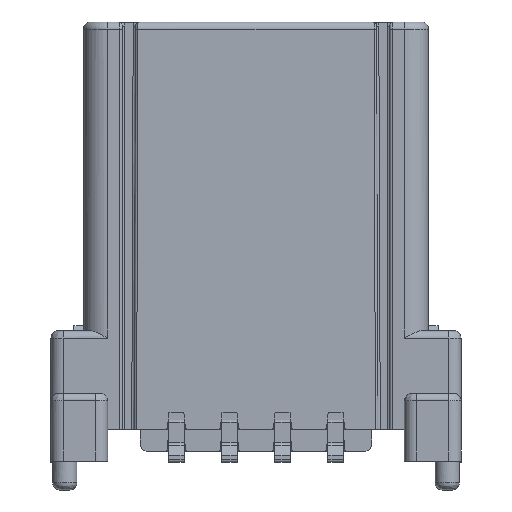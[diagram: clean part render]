
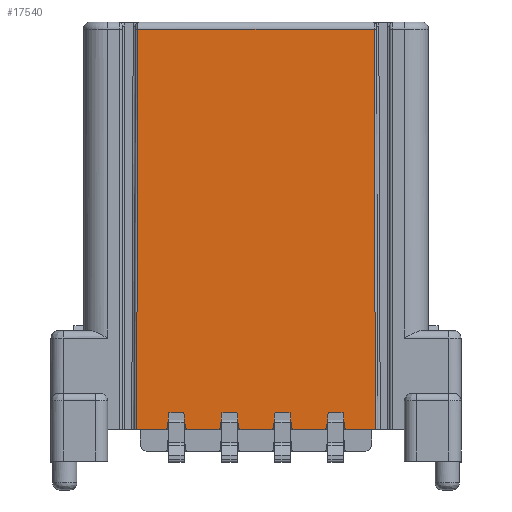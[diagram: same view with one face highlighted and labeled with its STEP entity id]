
A CAD part, front view. The second image highlights one B-rep face of the part: STEP entity #17540.
In plain terms, the highlighted planar face has unit normal (0, -1, 0).
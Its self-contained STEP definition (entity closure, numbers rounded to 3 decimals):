
#2044=DIRECTION('',(1.,0.,0.));
#2045=VECTOR('',#2044,9.784);
#2046=CARTESIAN_POINT('',(-4.892,-4.3,15.1));
#2047=LINE('',#2046,#2045);
#4244=CARTESIAN_POINT('',(4.95,-4.3,-1.5));
#4254=DIRECTION('',(-0.003,0.,1.));
#4255=VECTOR('',#4254,16.6);
#4256=CARTESIAN_POINT('',(4.95,-4.3,-1.5));
#4257=LINE('',#4256,#4255);
#4258=DIRECTION('',(1.,0.,0.));
#4259=VECTOR('',#4258,1.165);
#4260=CARTESIAN_POINT('',(3.785,-4.3,-1.5));
#4261=LINE('',#4260,#4259);
#4262=DIRECTION('',(0.744,0.,-0.668));
#4263=VECTOR('',#4262,0.149);
#4264=CARTESIAN_POINT('',(3.674,-4.3,-1.401));
#4265=LINE('',#4264,#4263);
#4266=DIRECTION('',(0.107,0.,-0.994));
#4267=VECTOR('',#4266,0.604);
#4268=CARTESIAN_POINT('',(3.61,-4.3,-0.8));
#4269=LINE('',#4268,#4267);
#4270=DIRECTION('',(1.,0.,0.));
#4271=VECTOR('',#4270,0.62);
#4272=CARTESIAN_POINT('',(2.99,-4.3,-0.8));
#4273=LINE('',#4272,#4271);
#4274=DIRECTION('',(0.107,0.,0.994));
#4275=VECTOR('',#4274,0.604);
#4276=CARTESIAN_POINT('',(2.926,-4.3,-1.401));
#4277=LINE('',#4276,#4275);
#4278=DIRECTION('',(0.744,0.,0.668));
#4279=VECTOR('',#4278,0.149);
#4280=CARTESIAN_POINT('',(2.815,-4.3,-1.5));
#4281=LINE('',#4280,#4279);
#4282=DIRECTION('',(1.,0.,0.));
#4283=VECTOR('',#4282,1.23);
#4284=CARTESIAN_POINT('',(1.585,-4.3,-1.5));
#4285=LINE('',#4284,#4283);
#4286=DIRECTION('',(0.744,0.,-0.668));
#4287=VECTOR('',#4286,0.149);
#4288=CARTESIAN_POINT('',(1.474,-4.3,-1.401));
#4289=LINE('',#4288,#4287);
#4290=DIRECTION('',(0.107,0.,-0.994));
#4291=VECTOR('',#4290,0.604);
#4292=CARTESIAN_POINT('',(1.41,-4.3,-0.8));
#4293=LINE('',#4292,#4291);
#4294=DIRECTION('',(1.,0.,0.));
#4295=VECTOR('',#4294,0.62);
#4296=CARTESIAN_POINT('',(0.79,-4.3,-0.8));
#4297=LINE('',#4296,#4295);
#4298=DIRECTION('',(0.107,0.,0.994));
#4299=VECTOR('',#4298,0.604);
#4300=CARTESIAN_POINT('',(0.726,-4.3,-1.401));
#4301=LINE('',#4300,#4299);
#4302=DIRECTION('',(0.744,0.,0.668));
#4303=VECTOR('',#4302,0.149);
#4304=CARTESIAN_POINT('',(0.615,-4.3,-1.5));
#4305=LINE('',#4304,#4303);
#4306=DIRECTION('',(1.,0.,0.));
#4307=VECTOR('',#4306,1.23);
#4308=CARTESIAN_POINT('',(-0.615,-4.3,-1.5));
#4309=LINE('',#4308,#4307);
#4310=DIRECTION('',(0.744,0.,-0.668));
#4311=VECTOR('',#4310,0.149);
#4312=CARTESIAN_POINT('',(-0.726,-4.3,-1.401));
#4313=LINE('',#4312,#4311);
#4314=DIRECTION('',(0.107,0.,-0.994));
#4315=VECTOR('',#4314,0.604);
#4316=CARTESIAN_POINT('',(-0.79,-4.3,-0.8));
#4317=LINE('',#4316,#4315);
#4318=DIRECTION('',(1.,0.,0.));
#4319=VECTOR('',#4318,0.62);
#4320=CARTESIAN_POINT('',(-1.41,-4.3,-0.8));
#4321=LINE('',#4320,#4319);
#4322=DIRECTION('',(0.107,0.,0.994));
#4323=VECTOR('',#4322,0.604);
#4324=CARTESIAN_POINT('',(-1.474,-4.3,-1.401));
#4325=LINE('',#4324,#4323);
#4326=DIRECTION('',(0.744,0.,0.668));
#4327=VECTOR('',#4326,0.149);
#4328=CARTESIAN_POINT('',(-1.585,-4.3,-1.5));
#4329=LINE('',#4328,#4327);
#4330=DIRECTION('',(1.,0.,0.));
#4331=VECTOR('',#4330,1.23);
#4332=CARTESIAN_POINT('',(-2.815,-4.3,-1.5));
#4333=LINE('',#4332,#4331);
#4334=DIRECTION('',(0.744,0.,-0.668));
#4335=VECTOR('',#4334,0.149);
#4336=CARTESIAN_POINT('',(-2.926,-4.3,-1.401));
#4337=LINE('',#4336,#4335);
#4338=DIRECTION('',(0.107,0.,-0.994));
#4339=VECTOR('',#4338,0.604);
#4340=CARTESIAN_POINT('',(-2.99,-4.3,-0.8));
#4341=LINE('',#4340,#4339);
#4342=DIRECTION('',(1.,0.,0.));
#4343=VECTOR('',#4342,0.62);
#4344=CARTESIAN_POINT('',(-3.61,-4.3,-0.8));
#4345=LINE('',#4344,#4343);
#4346=DIRECTION('',(0.107,0.,0.994));
#4347=VECTOR('',#4346,0.604);
#4348=CARTESIAN_POINT('',(-3.674,-4.3,-1.401));
#4349=LINE('',#4348,#4347);
#4350=DIRECTION('',(0.744,0.,0.668));
#4351=VECTOR('',#4350,0.149);
#4352=CARTESIAN_POINT('',(-3.785,-4.3,-1.5));
#4353=LINE('',#4352,#4351);
#4354=DIRECTION('',(1.,0.,0.));
#4355=VECTOR('',#4354,1.165);
#4356=CARTESIAN_POINT('',(-4.95,-4.3,-1.5));
#4357=LINE('',#4356,#4355);
#4358=DIRECTION('',(-0.003,0.,-1.));
#4359=VECTOR('',#4358,16.6);
#4360=CARTESIAN_POINT('',(-4.892,-4.3,15.1));
#4361=LINE('',#4360,#4359);
#9442=VERTEX_POINT('',#4244);
#9443=CARTESIAN_POINT('',(3.785,-4.3,-1.5));
#9444=VERTEX_POINT('',#9443);
#9447=CARTESIAN_POINT('',(2.815,-4.3,-1.5));
#9449=VERTEX_POINT('',#9447);
#9451=CARTESIAN_POINT('',(1.585,-4.3,-1.5));
#9452=VERTEX_POINT('',#9451);
#9455=CARTESIAN_POINT('',(0.615,-4.3,-1.5));
#9457=VERTEX_POINT('',#9455);
#9459=CARTESIAN_POINT('',(-0.615,-4.3,-1.5));
#9460=VERTEX_POINT('',#9459);
#9463=CARTESIAN_POINT('',(-1.585,-4.3,-1.5));
#9465=VERTEX_POINT('',#9463);
#9467=CARTESIAN_POINT('',(-2.815,-4.3,-1.5));
#9468=VERTEX_POINT('',#9467);
#9471=CARTESIAN_POINT('',(-3.785,-4.3,-1.5));
#9473=VERTEX_POINT('',#9471);
#9475=CARTESIAN_POINT('',(-4.95,-4.3,-1.5));
#9476=VERTEX_POINT('',#9475);
#9769=CARTESIAN_POINT('',(-4.892,-4.3,15.1));
#9770=CARTESIAN_POINT('',(4.892,-4.3,15.1));
#9771=VERTEX_POINT('',#9769);
#9772=VERTEX_POINT('',#9770);
#9773=CARTESIAN_POINT('',(-3.674,-4.3,-1.401));
#9774=VERTEX_POINT('',#9773);
#9775=CARTESIAN_POINT('',(-3.61,-4.3,-0.8));
#9776=VERTEX_POINT('',#9775);
#9777=CARTESIAN_POINT('',(-2.99,-4.3,-0.8));
#9778=VERTEX_POINT('',#9777);
#9779=CARTESIAN_POINT('',(-2.926,-4.3,-1.401));
#9780=VERTEX_POINT('',#9779);
#9781=CARTESIAN_POINT('',(-1.474,-4.3,-1.401));
#9782=VERTEX_POINT('',#9781);
#9783=CARTESIAN_POINT('',(-1.41,-4.3,-0.8));
#9784=VERTEX_POINT('',#9783);
#9785=CARTESIAN_POINT('',(-0.79,-4.3,-0.8));
#9786=VERTEX_POINT('',#9785);
#9787=CARTESIAN_POINT('',(-0.726,-4.3,-1.401));
#9788=VERTEX_POINT('',#9787);
#9789=CARTESIAN_POINT('',(0.726,-4.3,-1.401));
#9790=VERTEX_POINT('',#9789);
#9791=CARTESIAN_POINT('',(0.79,-4.3,-0.8));
#9792=VERTEX_POINT('',#9791);
#9793=CARTESIAN_POINT('',(1.41,-4.3,-0.8));
#9794=VERTEX_POINT('',#9793);
#9795=CARTESIAN_POINT('',(1.474,-4.3,-1.401));
#9796=VERTEX_POINT('',#9795);
#9797=CARTESIAN_POINT('',(2.926,-4.3,-1.401));
#9798=VERTEX_POINT('',#9797);
#9799=CARTESIAN_POINT('',(2.99,-4.3,-0.8));
#9800=VERTEX_POINT('',#9799);
#9801=CARTESIAN_POINT('',(3.61,-4.3,-0.8));
#9802=VERTEX_POINT('',#9801);
#9803=CARTESIAN_POINT('',(3.674,-4.3,-1.401));
#9804=VERTEX_POINT('',#9803);
#17484=CARTESIAN_POINT('',(-7.35,-4.3,0.));
#17485=DIRECTION('',(0.,-1.,0.));
#17486=DIRECTION('',(1.,0.,0.));
#17487=AXIS2_PLACEMENT_3D('',#17484,#17485,#17486);
#17488=PLANE('',#17487);
#17489=ORIENTED_EDGE('',*,*,#14373,.T.);
#17490=ORIENTED_EDGE('',*,*,#17476,.F.);
#17491=ORIENTED_EDGE('',*,*,#13068,.F.);
#17493=ORIENTED_EDGE('',*,*,#17492,.F.);
#17495=ORIENTED_EDGE('',*,*,#17494,.F.);
#17497=ORIENTED_EDGE('',*,*,#17496,.F.);
#17499=ORIENTED_EDGE('',*,*,#17498,.F.);
#17501=ORIENTED_EDGE('',*,*,#17500,.F.);
#17502=ORIENTED_EDGE('',*,*,#12892,.F.);
#17504=ORIENTED_EDGE('',*,*,#17503,.F.);
#17506=ORIENTED_EDGE('',*,*,#17505,.F.);
#17508=ORIENTED_EDGE('',*,*,#17507,.F.);
#17510=ORIENTED_EDGE('',*,*,#17509,.F.);
#17512=ORIENTED_EDGE('',*,*,#17511,.F.);
#17513=ORIENTED_EDGE('',*,*,#12844,.F.);
#17515=ORIENTED_EDGE('',*,*,#17514,.F.);
#17517=ORIENTED_EDGE('',*,*,#17516,.F.);
#17519=ORIENTED_EDGE('',*,*,#17518,.F.);
#17521=ORIENTED_EDGE('',*,*,#17520,.F.);
#17523=ORIENTED_EDGE('',*,*,#17522,.F.);
#17524=ORIENTED_EDGE('',*,*,#12791,.F.);
#17526=ORIENTED_EDGE('',*,*,#17525,.F.);
#17528=ORIENTED_EDGE('',*,*,#17527,.F.);
#17530=ORIENTED_EDGE('',*,*,#17529,.F.);
#17532=ORIENTED_EDGE('',*,*,#17531,.F.);
#17534=ORIENTED_EDGE('',*,*,#17533,.F.);
#17535=ORIENTED_EDGE('',*,*,#13026,.F.);
#17537=ORIENTED_EDGE('',*,*,#17536,.F.);
#17538=EDGE_LOOP('',(#17489,#17490,#17491,#17493,#17495,#17497,#17499,#17501,
#17502,#17504,#17506,#17508,#17510,#17512,#17513,#17515,#17517,#17519,#17521,
#17523,#17524,#17526,#17528,#17530,#17532,#17534,#17535,#17537));
#17539=FACE_OUTER_BOUND('',#17538,.F.);
#17540=ADVANCED_FACE('',(#17539),#17488,.T.);
#12791=EDGE_CURVE('',#9468,#9465,#4333,.T.);
#12844=EDGE_CURVE('',#9460,#9457,#4309,.T.);
#12892=EDGE_CURVE('',#9452,#9449,#4285,.T.);
#13026=EDGE_CURVE('',#9476,#9473,#4357,.T.);
#13068=EDGE_CURVE('',#9444,#9442,#4261,.T.);
#14373=EDGE_CURVE('',#9771,#9772,#2047,.T.);
#17476=EDGE_CURVE('',#9442,#9772,#4257,.T.);
#17492=EDGE_CURVE('',#9804,#9444,#4265,.T.);
#17494=EDGE_CURVE('',#9802,#9804,#4269,.T.);
#17496=EDGE_CURVE('',#9800,#9802,#4273,.T.);
#17498=EDGE_CURVE('',#9798,#9800,#4277,.T.);
#17500=EDGE_CURVE('',#9449,#9798,#4281,.T.);
#17503=EDGE_CURVE('',#9796,#9452,#4289,.T.);
#17505=EDGE_CURVE('',#9794,#9796,#4293,.T.);
#17507=EDGE_CURVE('',#9792,#9794,#4297,.T.);
#17509=EDGE_CURVE('',#9790,#9792,#4301,.T.);
#17511=EDGE_CURVE('',#9457,#9790,#4305,.T.);
#17514=EDGE_CURVE('',#9788,#9460,#4313,.T.);
#17516=EDGE_CURVE('',#9786,#9788,#4317,.T.);
#17518=EDGE_CURVE('',#9784,#9786,#4321,.T.);
#17520=EDGE_CURVE('',#9782,#9784,#4325,.T.);
#17522=EDGE_CURVE('',#9465,#9782,#4329,.T.);
#17525=EDGE_CURVE('',#9780,#9468,#4337,.T.);
#17527=EDGE_CURVE('',#9778,#9780,#4341,.T.);
#17529=EDGE_CURVE('',#9776,#9778,#4345,.T.);
#17531=EDGE_CURVE('',#9774,#9776,#4349,.T.);
#17533=EDGE_CURVE('',#9473,#9774,#4353,.T.);
#17536=EDGE_CURVE('',#9771,#9476,#4361,.T.);
